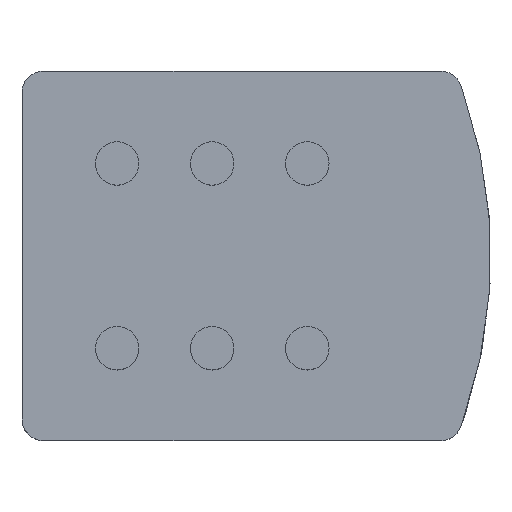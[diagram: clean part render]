
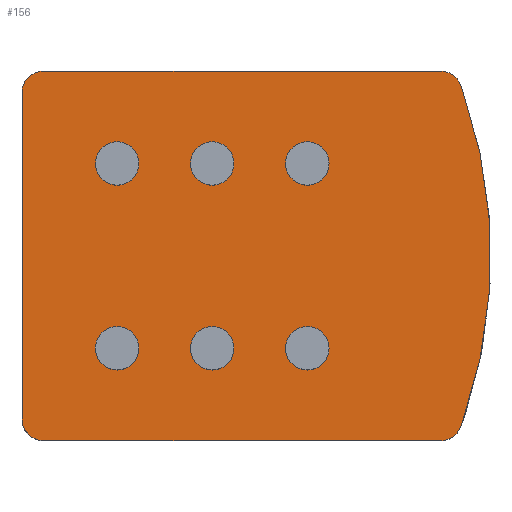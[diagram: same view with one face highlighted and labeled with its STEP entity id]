
A CAD part, top view. The second image highlights one B-rep face of the part: STEP entity #156.
In plain terms, the highlighted planar face has unit normal (0, 0, 1).
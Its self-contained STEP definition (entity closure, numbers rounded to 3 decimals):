
#156=ADVANCED_FACE('240[2]',(#470,#471,#472,#473,#474,#475,#476),#477,.T.);
#158=EDGE_CURVE('240[2]',#479,#479,#480,.T.);
#165=EDGE_CURVE('240[2]',#490,#491,#492,.T.);
#179=EDGE_CURVE('240[2]',#512,#512,#513,.T.);
#194=EDGE_CURVE('240[2]',#539,#540,#541,.T.);
#196=EDGE_CURVE('240[2]',#543,#543,#544,.T.);
#202=EDGE_CURVE('240[2]',#552,#553,#554,.T.);
#209=EDGE_CURVE('240[2]',#552,#564,#565,.T.);
#255=EDGE_CURVE('240[2]',#632,#540,#633,.T.);
#291=EDGE_CURVE('240[2]',#632,#564,#676,.T.);
#300=EDGE_CURVE('240[2]',#688,#688,#689,.T.);
#314=EDGE_CURVE('240[2]',#708,#708,#709,.T.);
#386=EDGE_CURVE('240[2]',#490,#553,#797,.T.);
#419=EDGE_CURVE('240[2]',#836,#836,#837,.T.);
#443=EDGE_CURVE('240[2]',#539,#491,#866,.T.);
#470=FACE_OUTER_BOUND('',#888,.T.);
#471=FACE_BOUND('',#889,.T.);
#472=FACE_BOUND('',#890,.T.);
#473=FACE_BOUND('',#891,.T.);
#474=FACE_BOUND('',#892,.T.);
#475=FACE_BOUND('',#893,.T.);
#476=FACE_BOUND('',#894,.T.);
#477=PLANE('',#895);
#479=VERTEX_POINT('',#898);
#480=CIRCLE('',#899,4.0);
#490=VERTEX_POINT('',#913);
#491=VERTEX_POINT('',#914);
#492=LINE('',#915,#916);
#512=VERTEX_POINT('',#945);
#513=CIRCLE('',#946,4.0);
#539=VERTEX_POINT('',#983);
#540=VERTEX_POINT('',#984);
#541=LINE('',#985,#986);
#543=VERTEX_POINT('',#989);
#544=CIRCLE('',#990,4.0);
#552=VERTEX_POINT('',#1002);
#553=VERTEX_POINT('',#1003);
#554=CIRCLE('',#1004,92.5);
#564=VERTEX_POINT('',#1017);
#565=CIRCLE('',#1018,4.0);
#632=VERTEX_POINT('',#1108);
#633=CIRCLE('',#1109,4.0);
#676=LINE('',#1177,#1178);
#688=VERTEX_POINT('',#1195);
#689=CIRCLE('',#1196,4.0);
#708=VERTEX_POINT('',#1224);
#709=CIRCLE('',#1225,4.0);
#797=CIRCLE('',#1359,4.0);
#836=VERTEX_POINT('',#1416);
#837=CIRCLE('',#1417,4.0);
#866=CIRCLE('',#1460,4.0);
#888=EDGE_LOOP('',(#1465,#1466,#1467,#1468,#1469,#1470,#1471,#1472));
#889=EDGE_LOOP('',(#1473));
#890=EDGE_LOOP('',(#1474));
#891=EDGE_LOOP('',(#1475));
#892=EDGE_LOOP('',(#1476));
#893=EDGE_LOOP('',(#1477));
#894=EDGE_LOOP('',(#1478));
#895=AXIS2_PLACEMENT_3D('',#1479,#1480,#1481);
#898=CARTESIAN_POINT('',(48.5,17.0,0.0));
#899=AXIS2_PLACEMENT_3D('',#1482,#1483,#1484);
#913=CARTESIAN_POINT('',(77.01,34.0,0.0));
#914=CARTESIAN_POINT('',(4.,34.0,0.0));
#915=CARTESIAN_POINT('',(79.775,34.0,0.0));
#916=VECTOR('',#1494,10.0);
#945=CARTESIAN_POINT('',(48.5,-17.0,0.0));
#946=AXIS2_PLACEMENT_3D('',#1511,#1512,#1513);
#983=CARTESIAN_POINT('',(0.,30.0,0.0));
#984=CARTESIAN_POINT('',(0.,-30.0,0.0));
#985=CARTESIAN_POINT('',(0.0,0.0,0.0));
#986=VECTOR('',#1529,10.0);
#989=CARTESIAN_POINT('',(31.0,17.0,0.0));
#990=AXIS2_PLACEMENT_3D('',#1530,#1531,#1532);
#1002=CARTESIAN_POINT('',(80.773,-31.356,0.0));
#1003=CARTESIAN_POINT('',(80.773,31.356,0.0));
#1004=AXIS2_PLACEMENT_3D('',#1537,#1538,#1539);
#1017=CARTESIAN_POINT('',(77.01,-34.,0.0));
#1018=AXIS2_PLACEMENT_3D('',#1551,#1552,#1553);
#1108=CARTESIAN_POINT('',(4.0,-34.0,0.0));
#1109=AXIS2_PLACEMENT_3D('',#1622,#1623,#1624);
#1177=CARTESIAN_POINT('',(0.,-34.0,0.0));
#1178=VECTOR('',#1671,10.0);
#1195=CARTESIAN_POINT('',(13.5,-17.0,0.0));
#1196=AXIS2_PLACEMENT_3D('',#1681,#1682,#1683);
#1224=CARTESIAN_POINT('',(13.5,17.0,0.0));
#1225=AXIS2_PLACEMENT_3D('',#1711,#1712,#1713);
#1359=AXIS2_PLACEMENT_3D('',#1828,#1829,#1830);
#1416=CARTESIAN_POINT('',(31.0,-17.0,0.0));
#1417=AXIS2_PLACEMENT_3D('',#1897,#1898,#1899);
#1460=AXIS2_PLACEMENT_3D('',#1941,#1942,#1943);
#1465=ORIENTED_EDGE('',*,*,#443,.F.);
#1466=ORIENTED_EDGE('',*,*,#194,.T.);
#1467=ORIENTED_EDGE('',*,*,#255,.F.);
#1468=ORIENTED_EDGE('',*,*,#291,.T.);
#1469=ORIENTED_EDGE('',*,*,#209,.F.);
#1470=ORIENTED_EDGE('',*,*,#202,.T.);
#1471=ORIENTED_EDGE('',*,*,#386,.F.);
#1472=ORIENTED_EDGE('',*,*,#165,.T.);
#1473=ORIENTED_EDGE('',*,*,#196,.T.);
#1474=ORIENTED_EDGE('',*,*,#158,.T.);
#1475=ORIENTED_EDGE('',*,*,#314,.T.);
#1476=ORIENTED_EDGE('',*,*,#419,.T.);
#1477=ORIENTED_EDGE('',*,*,#179,.T.);
#1478=ORIENTED_EDGE('',*,*,#300,.T.);
#1479=CARTESIAN_POINT('',(41.015,0.,0.0));
#1480=DIRECTION('',(0.0,0.0,1.0));
#1481=DIRECTION('',(-1.0,0.,0.0));
#1482=CARTESIAN_POINT('',(52.5,17.0,0.0));
#1483=DIRECTION('',(0.0,-0.0,-1.0));
#1484=DIRECTION('',(1.0,0.,0.0));
#1494=DIRECTION('',(-1.0,0.,0.0));
#1511=CARTESIAN_POINT('',(52.5,-17.0,0.0));
#1512=DIRECTION('',(0.0,-0.0,-1.0));
#1513=DIRECTION('',(1.0,0.,0.0));
#1529=DIRECTION('',(0.,-1.0,0.0));
#1530=CARTESIAN_POINT('',(35.0,17.0,0.0));
#1531=DIRECTION('',(0.0,-0.0,-1.0));
#1532=DIRECTION('',(1.0,0.,0.0));
#1537=CARTESIAN_POINT('',(-6.25,0.,0.0));
#1538=DIRECTION('',(0.0,0.0,1.0));
#1539=DIRECTION('',(0.93,-0.368,0.0));
#1551=CARTESIAN_POINT('',(77.01,-30.,0.0));
#1552=DIRECTION('',(0.0,-0.0,-1.0));
#1553=DIRECTION('',(0.575,-0.818,0.0));
#1622=CARTESIAN_POINT('',(4.0,-30.0,0.0));
#1623=DIRECTION('',(-0.0,0.0,-1.0));
#1624=DIRECTION('',(-0.707,-0.707,0.0));
#1671=DIRECTION('',(1.0,0.,0.0));
#1681=CARTESIAN_POINT('',(17.5,-17.0,0.0));
#1682=DIRECTION('',(0.0,-0.0,-1.0));
#1683=DIRECTION('',(1.0,0.,0.0));
#1711=CARTESIAN_POINT('',(17.5,17.0,0.0));
#1712=DIRECTION('',(0.0,-0.0,-1.0));
#1713=DIRECTION('',(1.0,0.,0.0));
#1828=CARTESIAN_POINT('',(77.01,30.0,0.0));
#1829=DIRECTION('',(0.0,0.0,-1.0));
#1830=DIRECTION('',(0.575,0.818,0.0));
#1897=CARTESIAN_POINT('',(35.0,-17.0,0.0));
#1898=DIRECTION('',(0.0,-0.0,-1.0));
#1899=DIRECTION('',(1.0,0.,0.0));
#1941=CARTESIAN_POINT('',(4.0,30.0,0.0));
#1942=DIRECTION('',(0.0,0.0,-1.0));
#1943=DIRECTION('',(-0.707,0.707,0.0));
